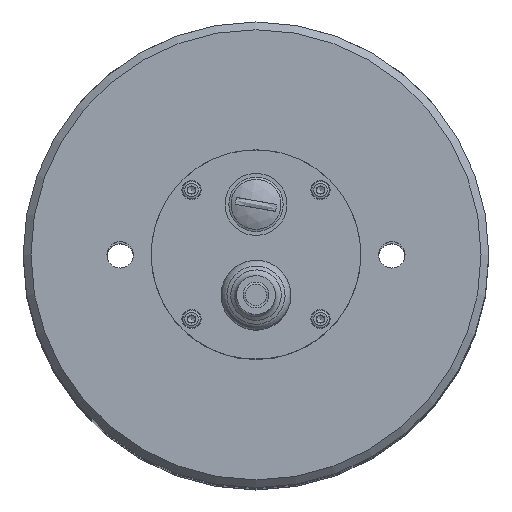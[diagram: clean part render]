
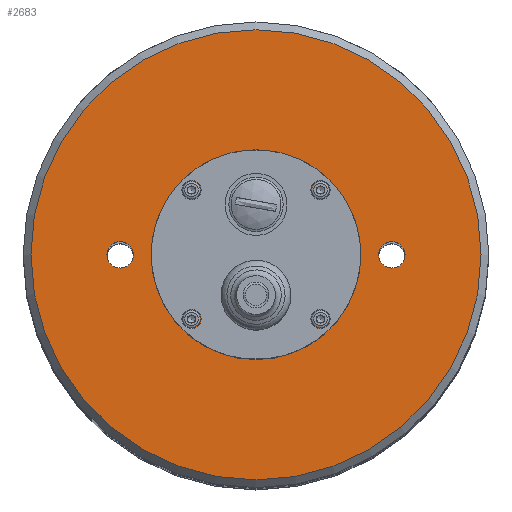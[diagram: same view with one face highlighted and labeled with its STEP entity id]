
A CAD part, top view. The second image highlights one B-rep face of the part: STEP entity #2683.
In plain terms, the highlighted planar face has unit normal (0, 0, 1).
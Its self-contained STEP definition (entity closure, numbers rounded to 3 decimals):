
#7 = CIRCLE ( 'NONE', #2083, 3.4 ) ;
#101 = DIRECTION ( 'NONE',  ( 1., 0., 0. ) ) ;
#189 = AXIS2_PLACEMENT_3D ( 'NONE', #2512, #1245, #2729 ) ;
#207 = CIRCLE ( 'NONE', #891, 3.4 ) ;
#214 = DIRECTION ( 'NONE',  ( 0., 0., 1. ) ) ;
#248 = FACE_BOUND ( 'NONE', #900, .T. ) ;
#313 = FACE_OUTER_BOUND ( 'NONE', #676, .T. ) ;
#390 = CIRCLE ( 'NONE', #189, 14.25 ) ;
#431 = EDGE_CURVE ( 'NONE', #1544, #1544, #207, .T. ) ;
#434 = DIRECTION ( 'NONE',  ( 0., 0., 1. ) ) ;
#438 = ORIENTED_EDGE ( 'NONE', *, *, #1007, .F. ) ;
#583 = CARTESIAN_POINT ( 'NONE',  ( 38.4, 0., -19. ) ) ;
#597 = CARTESIAN_POINT ( 'NONE',  ( -31.6, 0., -19. ) ) ;
#667 = AXIS2_PLACEMENT_3D ( 'NONE', #1185, #2663, #1399 ) ;
#676 = EDGE_LOOP ( 'NONE', ( #968 ) ) ;
#757 = PLANE ( 'NONE',  #667 ) ;
#873 = FACE_BOUND ( 'NONE', #1397, .T. ) ;
#883 = DIRECTION ( 'NONE',  ( 0., 0., 1. ) ) ;
#891 = AXIS2_PLACEMENT_3D ( 'NONE', #1482, #214, #1690 ) ;
#900 = EDGE_LOOP ( 'NONE', ( #1300 ) ) ;
#920 = CIRCLE ( 'NONE', #1176, 58. ) ;
#968 = ORIENTED_EDGE ( 'NONE', *, *, #1092, .T. ) ;
#1007 = EDGE_CURVE ( 'NONE', #2464, #2464, #7, .T. ) ;
#1056 = EDGE_LOOP ( 'NONE', ( #1533 ) ) ;
#1092 = EDGE_CURVE ( 'NONE', #2396, #2396, #920, .T. ) ;
#1176 = AXIS2_PLACEMENT_3D ( 'NONE', #2156, #883, #2368 ) ;
#1185 = CARTESIAN_POINT ( 'NONE',  ( 0., 0., -19. ) ) ;
#1245 = DIRECTION ( 'NONE',  ( 0., 0., -1. ) ) ;
#1300 = ORIENTED_EDGE ( 'NONE', *, *, #2559, .T. ) ;
#1315 = CARTESIAN_POINT ( 'NONE',  ( 58., 0., -19. ) ) ;
#1358 = DIRECTION ( 'NONE',  ( 0., 0., -1. ) ) ;
#1371 = FACE_BOUND ( 'NONE', #1434, .T. ) ;
#1397 = EDGE_LOOP ( 'NONE', ( #438 ) ) ;
#1399 = DIRECTION ( 'NONE',  ( 1., 0., 0. ) ) ;
#1434 = EDGE_LOOP ( 'NONE', ( #2276 ) ) ;
#1482 = CARTESIAN_POINT ( 'NONE',  ( 35., 0., -19. ) ) ;
#1533 = ORIENTED_EDGE ( 'NONE', *, *, #2231, .T. ) ;
#1544 = VERTEX_POINT ( 'NONE', #583 ) ;
#1574 = CIRCLE ( 'NONE', #1723, 1.15 ) ;
#1690 = DIRECTION ( 'NONE',  ( 1., 0., 0. ) ) ;
#1702 = CARTESIAN_POINT ( 'NONE',  ( -35., 0., -19. ) ) ;
#1723 = AXIS2_PLACEMENT_3D ( 'NONE', #2624, #1358, #101 ) ;
#1908 = DIRECTION ( 'NONE',  ( 1., 0., 0. ) ) ;
#2072 = VERTEX_POINT ( 'NONE', #2605 ) ;
#2083 = AXIS2_PLACEMENT_3D ( 'NONE', #1702, #434, #1908 ) ;
#2156 = CARTESIAN_POINT ( 'NONE',  ( 0., 0., -19. ) ) ;
#2193 = CARTESIAN_POINT ( 'NONE',  ( 1.15, 20., -19. ) ) ;
#2231 = EDGE_CURVE ( 'NONE', #2072, #2072, #390, .T. ) ;
#2276 = ORIENTED_EDGE ( 'NONE', *, *, #431, .F. ) ;
#2368 = DIRECTION ( 'NONE',  ( 1., 0., 0. ) ) ;
#2396 = VERTEX_POINT ( 'NONE', #1315 ) ;
#2435 = FACE_BOUND ( 'NONE', #1056, .T. ) ;
#2464 = VERTEX_POINT ( 'NONE', #597 ) ;
#2499 = VERTEX_POINT ( 'NONE', #2193 ) ;
#2512 = CARTESIAN_POINT ( 'NONE',  ( 0., 0., -19. ) ) ;
#2559 = EDGE_CURVE ( 'NONE', #2499, #2499, #1574, .T. ) ;
#2605 = CARTESIAN_POINT ( 'NONE',  ( 14.25, 0., -19. ) ) ;
#2624 = CARTESIAN_POINT ( 'NONE',  ( 0., 20., -19. ) ) ;
#2663 = DIRECTION ( 'NONE',  ( 0., 0., 1. ) ) ;
#2683 = ADVANCED_FACE ( 'NONE', ( #873, #1371, #248, #313, #2435 ), #757, .T. ) ;
#2729 = DIRECTION ( 'NONE',  ( 1., 0., 0. ) ) ;
